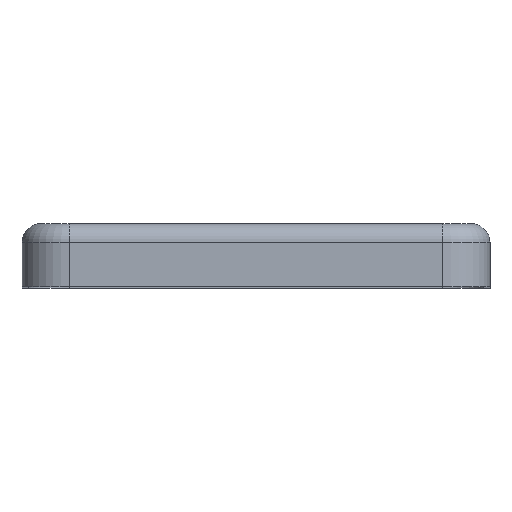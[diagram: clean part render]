
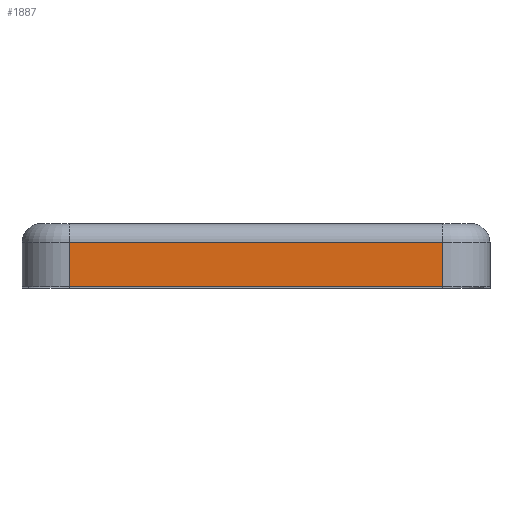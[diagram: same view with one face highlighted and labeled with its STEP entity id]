
A CAD part, top view. The second image highlights one B-rep face of the part: STEP entity #1887.
In plain terms, the highlighted planar face has unit normal (0, 0, 1).
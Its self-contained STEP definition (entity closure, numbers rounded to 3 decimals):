
#46 = LINE ( 'NONE', #2418, #1042 ) ;
#114 = DIRECTION ( 'NONE',  ( 1., 0., 0. ) ) ;
#226 = DIRECTION ( 'NONE',  ( 0., -1., 0. ) ) ;
#296 = DIRECTION ( 'NONE',  ( 1., 0., 0. ) ) ;
#301 = PLANE ( 'NONE',  #1280 ) ;
#444 = DIRECTION ( 'NONE',  ( 0., 0., 1. ) ) ;
#517 = VERTEX_POINT ( 'NONE', #1662 ) ;
#645 = FACE_OUTER_BOUND ( 'NONE', #1250, .T. ) ;
#654 = ORIENTED_EDGE ( 'NONE', *, *, #1917, .F. ) ;
#770 = ORIENTED_EDGE ( 'NONE', *, *, #1071, .F. ) ;
#814 = VERTEX_POINT ( 'NONE', #1058 ) ;
#827 = VECTOR ( 'NONE', #114, 1000. ) ;
#935 = VERTEX_POINT ( 'NONE', #1506 ) ;
#1042 = VECTOR ( 'NONE', #226, 1000. ) ;
#1058 = CARTESIAN_POINT ( 'NONE',  ( -5.9, -2., 15. ) ) ;
#1059 = ORIENTED_EDGE ( 'NONE', *, *, #2358, .T. ) ;
#1071 = EDGE_CURVE ( 'NONE', #517, #935, #1718, .T. ) ;
#1143 = DIRECTION ( 'NONE',  ( 0., -1., 0. ) ) ;
#1152 = CARTESIAN_POINT ( 'NONE',  ( 5.9, 0., 15. ) ) ;
#1232 = DIRECTION ( 'NONE',  ( 1., 0., 0. ) ) ;
#1250 = EDGE_LOOP ( 'NONE', ( #1059, #770, #654, #1395 ) ) ;
#1280 = AXIS2_PLACEMENT_3D ( 'NONE', #2198, #444, #1232 ) ;
#1346 = LINE ( 'NONE', #2108, #827 ) ;
#1364 = CARTESIAN_POINT ( 'NONE',  ( -5.9, -0.6, 15. ) ) ;
#1395 = ORIENTED_EDGE ( 'NONE', *, *, #2211, .T. ) ;
#1506 = CARTESIAN_POINT ( 'NONE',  ( 5.9, -2., 15. ) ) ;
#1662 = CARTESIAN_POINT ( 'NONE',  ( 5.9, -0.6, 15. ) ) ;
#1673 = VERTEX_POINT ( 'NONE', #1364 ) ;
#1695 = VECTOR ( 'NONE', #296, 1000. ) ;
#1718 = LINE ( 'NONE', #1152, #2501 ) ;
#1887 = ADVANCED_FACE ( 'NONE', ( #645 ), #301, .T. ) ;
#1917 = EDGE_CURVE ( 'NONE', #1673, #517, #1346, .T. ) ;
#2054 = CARTESIAN_POINT ( 'NONE',  ( -5.9, -2., 15. ) ) ;
#2108 = CARTESIAN_POINT ( 'NONE',  ( -5.9, -0.6, 15. ) ) ;
#2198 = CARTESIAN_POINT ( 'NONE',  ( -5.9, 0., 15. ) ) ;
#2211 = EDGE_CURVE ( 'NONE', #1673, #814, #46, .T. ) ;
#2256 = LINE ( 'NONE', #2054, #1695 ) ;
#2358 = EDGE_CURVE ( 'NONE', #814, #935, #2256, .T. ) ;
#2418 = CARTESIAN_POINT ( 'NONE',  ( -5.9, 0., 15. ) ) ;
#2501 = VECTOR ( 'NONE', #1143, 1000. ) ;
